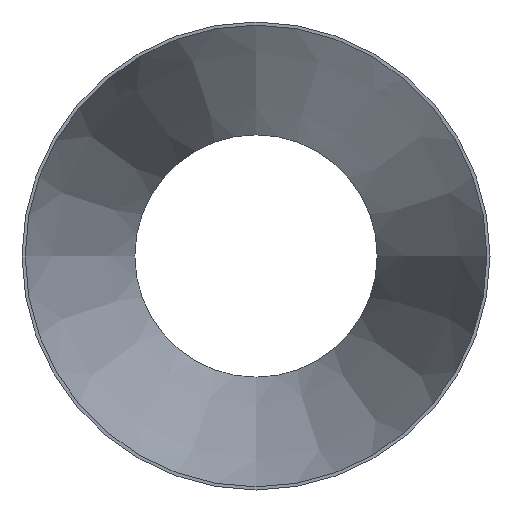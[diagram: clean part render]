
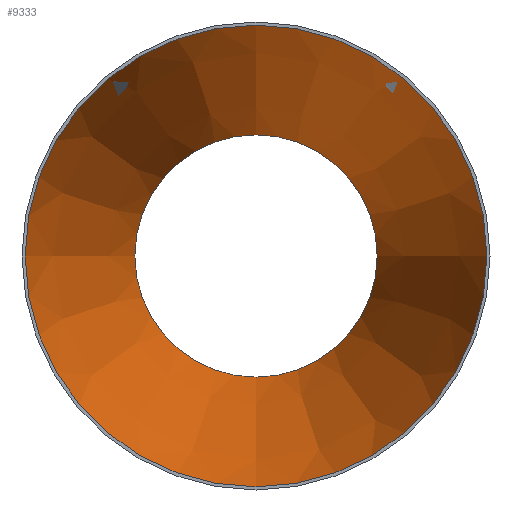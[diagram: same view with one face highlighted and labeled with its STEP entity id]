
A CAD part, front view. The second image highlights one B-rep face of the part: STEP entity #9333.
In plain terms, the highlighted conical face has half-angle 15.706 degrees and reference radius 300.645 mm.
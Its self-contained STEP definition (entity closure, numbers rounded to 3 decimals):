
#6979 = CONICAL_SURFACE ( 'NONE', #30244, 300.645, 0.274 ) ;
#9333 = ADVANCED_FACE ( 'NONE', ( #18081, #14196 ), #6979, .F. ) ;
#11133 = EDGE_CURVE ( 'NONE', #44830, #44830, #46856, .T. ) ;
#11807 = EDGE_LOOP ( 'NONE', ( #31513 ) ) ;
#14196 = FACE_OUTER_BOUND ( 'NONE', #11807, .T. ) ;
#16718 = DIRECTION ( 'NONE',  ( 0., 0., -1. ) ) ;
#18081 = FACE_BOUND ( 'NONE', #36204, .T. ) ;
#18339 = DIRECTION ( 'NONE',  ( 0., 0., -1. ) ) ;
#20882 = VERTEX_POINT ( 'NONE', #24285 ) ;
#21431 = CIRCLE ( 'NONE', #39695, 300.645 ) ;
#24285 = CARTESIAN_POINT ( 'NONE',  ( 0., 0., -300.645 ) ) ;
#28708 = ORIENTED_EDGE ( 'NONE', *, *, #11133, .F. ) ;
#30244 = AXIS2_PLACEMENT_3D ( 'NONE', #45935, #38125, #18339 ) ;
#31513 = ORIENTED_EDGE ( 'NONE', *, *, #48645, .T. ) ;
#32346 = CARTESIAN_POINT ( 'NONE',  ( 0., 508., -157.795 ) ) ;
#34800 = CARTESIAN_POINT ( 'NONE',  ( 0., 0., 0. ) ) ;
#36204 = EDGE_LOOP ( 'NONE', ( #28708 ) ) ;
#37516 = DIRECTION ( 'NONE',  ( 0., -1., 0. ) ) ;
#38125 = DIRECTION ( 'NONE',  ( 0., -1., 0. ) ) ;
#39695 = AXIS2_PLACEMENT_3D ( 'NONE', #34800, #42375, #46276 ) ;
#41172 = CARTESIAN_POINT ( 'NONE',  ( 0., 508., 0. ) ) ;
#41897 = AXIS2_PLACEMENT_3D ( 'NONE', #41172, #37516, #16718 ) ;
#42375 = DIRECTION ( 'NONE',  ( 0., -1., 0. ) ) ;
#44830 = VERTEX_POINT ( 'NONE', #32346 ) ;
#45935 = CARTESIAN_POINT ( 'NONE',  ( 0., 0., 0. ) ) ;
#46276 = DIRECTION ( 'NONE',  ( 0., 0., -1. ) ) ;
#46856 = CIRCLE ( 'NONE', #41897, 157.795 ) ;
#48645 = EDGE_CURVE ( 'NONE', #20882, #20882, #21431, .T. ) ;
